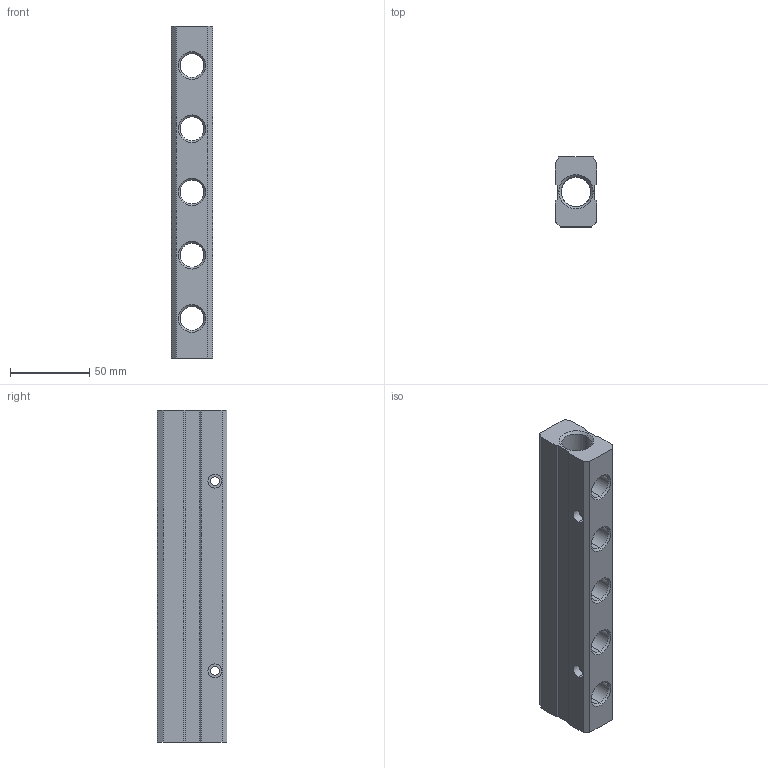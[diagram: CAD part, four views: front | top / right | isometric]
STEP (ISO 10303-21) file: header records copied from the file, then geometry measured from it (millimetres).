
FILE_DESCRIPTION (( 'STEP AP214' ), '1' );
FILE_NAME ('DRF.2F04.5F03_K.STEP', '2018-09-03T09:04:16', ( '' ), ( '' ), 'SwSTEP 2.0', 'SolidWorks 2018', '' );
FILE_SCHEMA (( 'AUTOMOTIVE_DESIGN' ));
Length unit declared in the file: millimetre
Products named in the file (1): DRF.2F04.5F03_K
Bounding box: 26 x 44 x 210 mm (x, y, z)
Volume: 148050.9 mm3; surface area: 45954.4 mm2
Topology: 1 solids, 1 shells, 74 faces, 186 edges, 116 vertices
Faces by surface type: cylinder 30, cone 24, plane 20
Entity records: 3208 total; most frequent: CARTESIAN_POINT 1337, DIRECTION 380, ORIENTED_EDGE 372, EDGE_CURVE 186, AXIS2_PLACEMENT_3D 139, VERTEX_POINT 116, VECTOR 102, LINE 102
